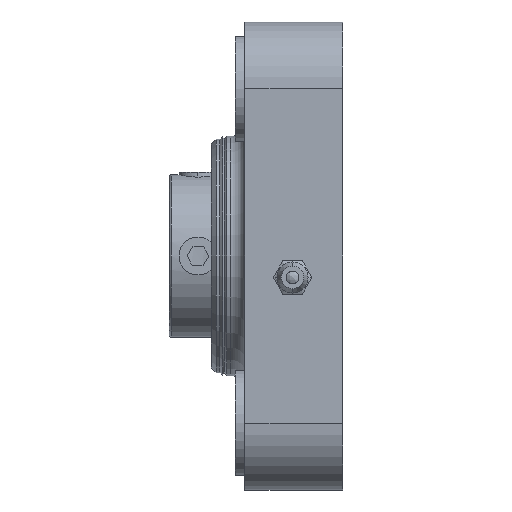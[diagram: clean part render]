
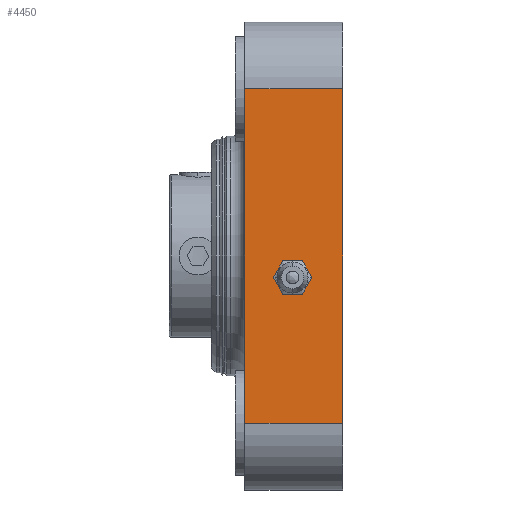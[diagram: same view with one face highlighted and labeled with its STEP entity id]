
A CAD part, left-side view. The second image highlights one B-rep face of the part: STEP entity #4450.
In plain terms, the highlighted planar face has unit normal (-1, 0, 0).
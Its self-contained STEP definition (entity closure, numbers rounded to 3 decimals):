
#28 = VECTOR ( 'NONE', #4087, 1000. ) ;
#44 = VECTOR ( 'NONE', #909, 1000. ) ;
#125 = VERTEX_POINT ( 'NONE', #180 ) ;
#180 = CARTESIAN_POINT ( 'NONE',  ( -49., -20.5, 35. ) ) ;
#405 = LINE ( 'NONE', #1917, #4223 ) ;
#603 = PLANE ( 'NONE',  #4605 ) ;
#694 = CARTESIAN_POINT ( 'NONE',  ( -49., 0., 35. ) ) ;
#909 = DIRECTION ( 'NONE',  ( 0., 1., 0. ) ) ;
#989 = VERTEX_POINT ( 'NONE', #694 ) ;
#995 = VERTEX_POINT ( 'NONE', #3532 ) ;
#1023 = FACE_OUTER_BOUND ( 'NONE', #4550, .T. ) ;
#1139 = EDGE_CURVE ( 'NONE', #995, #989, #405, .T. ) ;
#1379 = DIRECTION ( 'NONE',  ( -1., 0., 0. ) ) ;
#1472 = EDGE_CURVE ( 'NONE', #125, #989, #2055, .T. ) ;
#1871 = LINE ( 'NONE', #2624, #28 ) ;
#1917 = CARTESIAN_POINT ( 'NONE',  ( -49., 0., -35. ) ) ;
#1937 = VECTOR ( 'NONE', #4468, 1000. ) ;
#1984 = EDGE_CURVE ( 'NONE', #4190, #995, #3825, .T. ) ;
#2055 = LINE ( 'NONE', #2713, #44 ) ;
#2564 = CARTESIAN_POINT ( 'NONE',  ( -49., -20.5, -35. ) ) ;
#2624 = CARTESIAN_POINT ( 'NONE',  ( -49., -20.5, -35. ) ) ;
#2713 = CARTESIAN_POINT ( 'NONE',  ( -49., -20.5, 35. ) ) ;
#2729 = CARTESIAN_POINT ( 'NONE',  ( -49., -20.5, -35. ) ) ;
#2976 = ORIENTED_EDGE ( 'NONE', *, *, #4108, .T. ) ;
#3201 = ORIENTED_EDGE ( 'NONE', *, *, #1139, .F. ) ;
#3244 = ORIENTED_EDGE ( 'NONE', *, *, #1984, .F. ) ;
#3518 = ORIENTED_EDGE ( 'NONE', *, *, #1472, .T. ) ;
#3532 = CARTESIAN_POINT ( 'NONE',  ( -49., 0., -35. ) ) ;
#3572 = CARTESIAN_POINT ( 'NONE',  ( -49., -20.5, -35. ) ) ;
#3825 = LINE ( 'NONE', #2729, #1937 ) ;
#4075 = DIRECTION ( 'NONE',  ( 0., 0., 1. ) ) ;
#4087 = DIRECTION ( 'NONE',  ( 0., 0., 1. ) ) ;
#4108 = EDGE_CURVE ( 'NONE', #4190, #125, #1871, .T. ) ;
#4190 = VERTEX_POINT ( 'NONE', #2564 ) ;
#4223 = VECTOR ( 'NONE', #4075, 1000. ) ;
#4368 = DIRECTION ( 'NONE',  ( 0., 0., 1. ) ) ;
#4450 = ADVANCED_FACE ( 'NONE', ( #1023 ), #603, .T. ) ;
#4468 = DIRECTION ( 'NONE',  ( 0., 1., 0. ) ) ;
#4550 = EDGE_LOOP ( 'NONE', ( #3201, #3244, #2976, #3518 ) ) ;
#4605 = AXIS2_PLACEMENT_3D ( 'NONE', #3572, #1379, #4368 ) ;
